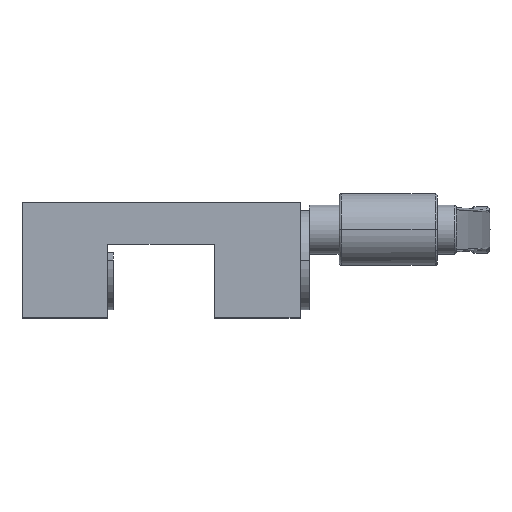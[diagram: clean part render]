
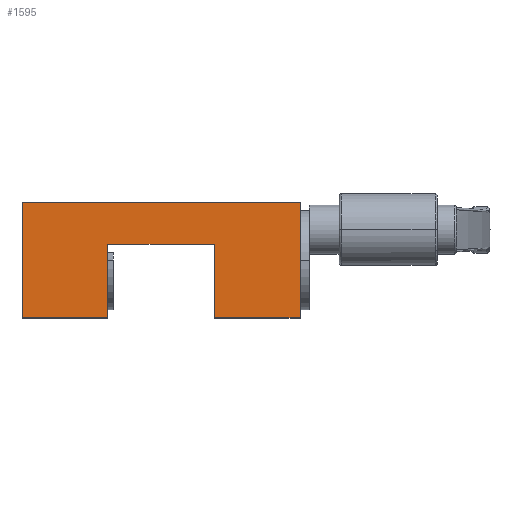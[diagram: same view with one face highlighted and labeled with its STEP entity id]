
A CAD part, top view. The second image highlights one B-rep face of the part: STEP entity #1595.
In plain terms, the highlighted planar face has unit normal (0, 0, 1).
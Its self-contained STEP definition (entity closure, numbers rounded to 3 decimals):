
#5 = EDGE_CURVE ( 'NONE', #5124, #5122, #271, .T. ) ;
#264 = VECTOR ( 'NONE', #5042, 1000. ) ;
#271 = LINE ( 'NONE', #5046, #264 ) ;
#402 = EDGE_LOOP ( 'NONE', ( #1143, #1144, #1145, #1146, #1147, #1148, #1149, #1150 ) ) ;
#1143 = ORIENTED_EDGE ( 'NONE', *, *, #5189, .T. ) ;
#1144 = ORIENTED_EDGE ( 'NONE', *, *, #5203, .T. ) ;
#1145 = ORIENTED_EDGE ( 'NONE', *, *, #5198, .T. ) ;
#1146 = ORIENTED_EDGE ( 'NONE', *, *, #5213, .T. ) ;
#1147 = ORIENTED_EDGE ( 'NONE', *, *, #5212, .T. ) ;
#1148 = ORIENTED_EDGE ( 'NONE', *, *, #5192, .T. ) ;
#1149 = ORIENTED_EDGE ( 'NONE', *, *, #5, .T. ) ;
#1150 = ORIENTED_EDGE ( 'NONE', *, *, #5217, .T. ) ;
#1595 = ADVANCED_FACE ( 'NONE', ( #4581 ), #4474, .F. ) ;
#1636 = AXIS2_PLACEMENT_3D ( 'NONE', #4477, #4483, #4484 ) ;
#4474 = PLANE ( 'NONE',  #1636 ) ;
#4477 = CARTESIAN_POINT ( 'NONE',  ( 35., 29., 15. ) ) ;
#4483 = DIRECTION ( 'NONE',  ( 0., 0., -1. ) ) ;
#4484 = DIRECTION ( 'NONE',  ( -1., 0., 0. ) ) ;
#4581 = FACE_OUTER_BOUND ( 'NONE', #402, .T. ) ;
#4613 = LINE ( 'NONE', #4834, #4623 ) ;
#4618 = VECTOR ( 'NONE', #4827, 1000. ) ;
#4619 = LINE ( 'NONE', #4826, #4618 ) ;
#4623 = VECTOR ( 'NONE', #4835, 1000. ) ;
#4630 = LINE ( 'NONE', #4836, #4634 ) ;
#4634 = VECTOR ( 'NONE', #4847, 1000. ) ;
#4643 = LINE ( 'NONE', #4858, #4644 ) ;
#4644 = VECTOR ( 'NONE', #4859, 1000. ) ;
#4659 = LINE ( 'NONE', #4879, #4660 ) ;
#4660 = VECTOR ( 'NONE', #4880, 1000. ) ;
#4661 = LINE ( 'NONE', #4881, #4662 ) ;
#4662 = VECTOR ( 'NONE', #4882, 1000. ) ;
#4669 = LINE ( 'NONE', #4889, #4670 ) ;
#4670 = VECTOR ( 'NONE', #4890, 1000. ) ;
#4764 = CARTESIAN_POINT ( 'NONE',  ( -13.4, 18.6, 15. ) ) ;
#4774 = CARTESIAN_POINT ( 'NONE',  ( 13.4, 18.6, 15. ) ) ;
#4775 = CARTESIAN_POINT ( 'NONE',  ( -13.4, 0., 15. ) ) ;
#4779 = CARTESIAN_POINT ( 'NONE',  ( -35., 0., 15. ) ) ;
#4780 = CARTESIAN_POINT ( 'NONE',  ( -35., 29., 15. ) ) ;
#4783 = CARTESIAN_POINT ( 'NONE',  ( 35., 29., 15. ) ) ;
#4784 = CARTESIAN_POINT ( 'NONE',  ( 35., 0., 15. ) ) ;
#4786 = CARTESIAN_POINT ( 'NONE',  ( 13.4, 0., 15. ) ) ;
#4826 = CARTESIAN_POINT ( 'NONE',  ( -35., 29., 15. ) ) ;
#4827 = DIRECTION ( 'NONE',  ( -1., 0., 0. ) ) ;
#4834 = CARTESIAN_POINT ( 'NONE',  ( 13.4, 18.6, 15. ) ) ;
#4835 = DIRECTION ( 'NONE',  ( 0., -1., 0. ) ) ;
#4836 = CARTESIAN_POINT ( 'NONE',  ( -35., 0., 15. ) ) ;
#4847 = DIRECTION ( 'NONE',  ( 1., 0., 0. ) ) ;
#4858 = CARTESIAN_POINT ( 'NONE',  ( -35., 29., 15. ) ) ;
#4859 = DIRECTION ( 'NONE',  ( 0., -1., 0. ) ) ;
#4879 = CARTESIAN_POINT ( 'NONE',  ( -13.4, 18.6, 15. ) ) ;
#4880 = DIRECTION ( 'NONE',  ( 1., 0., 0. ) ) ;
#4881 = CARTESIAN_POINT ( 'NONE',  ( -13.4, 18.6, 15. ) ) ;
#4882 = DIRECTION ( 'NONE',  ( 0., 1., 0. ) ) ;
#4889 = CARTESIAN_POINT ( 'NONE',  ( 35., 29., 15. ) ) ;
#4890 = DIRECTION ( 'NONE',  ( 0., 1., 0. ) ) ;
#5042 = DIRECTION ( 'NONE',  ( 1., 0., 0. ) ) ;
#5046 = CARTESIAN_POINT ( 'NONE',  ( 13.4, 0., 15. ) ) ;
#5102 = VERTEX_POINT ( 'NONE', #4764 ) ;
#5112 = VERTEX_POINT ( 'NONE', #4774 ) ;
#5113 = VERTEX_POINT ( 'NONE', #4775 ) ;
#5117 = VERTEX_POINT ( 'NONE', #4779 ) ;
#5118 = VERTEX_POINT ( 'NONE', #4780 ) ;
#5121 = VERTEX_POINT ( 'NONE', #4783 ) ;
#5122 = VERTEX_POINT ( 'NONE', #4784 ) ;
#5124 = VERTEX_POINT ( 'NONE', #4786 ) ;
#5189 = EDGE_CURVE ( 'NONE', #5121, #5118, #4619, .T. ) ;
#5192 = EDGE_CURVE ( 'NONE', #5112, #5124, #4613, .T. ) ;
#5198 = EDGE_CURVE ( 'NONE', #5117, #5113, #4630, .T. ) ;
#5203 = EDGE_CURVE ( 'NONE', #5118, #5117, #4643, .T. ) ;
#5212 = EDGE_CURVE ( 'NONE', #5102, #5112, #4659, .T. ) ;
#5213 = EDGE_CURVE ( 'NONE', #5113, #5102, #4661, .T. ) ;
#5217 = EDGE_CURVE ( 'NONE', #5122, #5121, #4669, .T. ) ;
